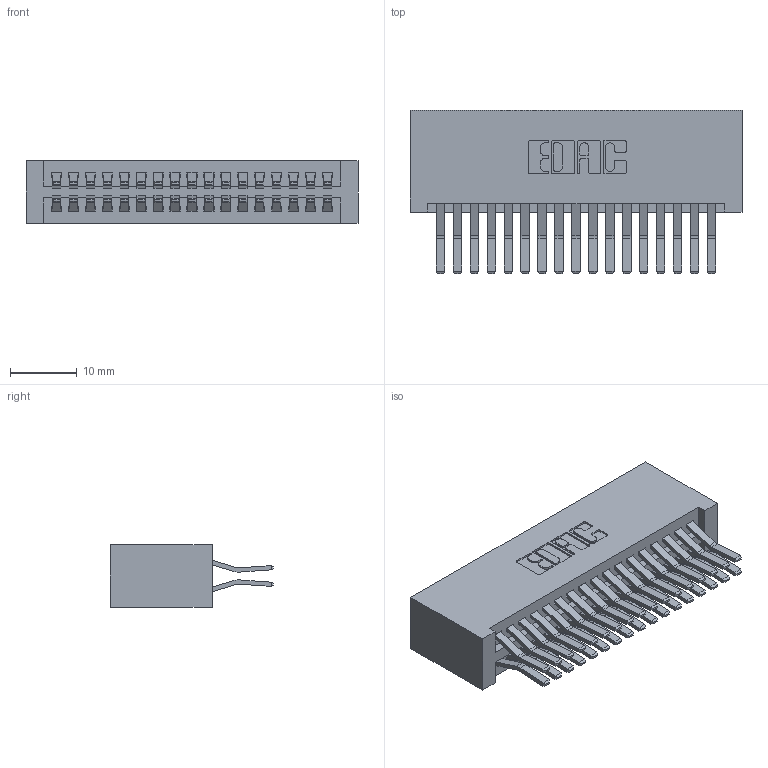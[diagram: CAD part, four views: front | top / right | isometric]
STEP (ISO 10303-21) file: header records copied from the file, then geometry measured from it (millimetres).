
FILE_DESCRIPTION (( 'STEP AP203' ), '1' );
FILE_NAME ('345-034-560-201.STEP', '2019-10-28T10:55:18', ( '' ), ( '' ), 'SwSTEP 2.0', 'SolidWorks 2016', '' );
FILE_SCHEMA (( 'CONFIG_CONTROL_DESIGN' ));
Length unit declared in the file: inch
Products named in the file (3): 345-034-560-201; 345-292-001_560 Tail; 345 Part_No Mounting Lugs
Assembly tree (35 placements, depth 2):
  345-034-560-201
    345 Part_No Mounting Lugs
    345-292-001_560 Tail  x34
Bounding box: 49.78 x 24.45 x 9.4 mm (x, y, z)
Volume: 5442.8 mm3; surface area: 8437.6 mm2
Topology: 35 solids, 35 shells, 1886 faces, 5587 edges, 3678 vertices
Faces by surface type: plane 1198, cylinder 688
Entity records: 16515 total; most frequent: CARTESIAN_POINT 2792, ORIENTED_EDGE 2726, DIRECTION 2491, EDGE_CURVE 1363, VECTOR 1167, LINE 1167, VERTEX_POINT 906, AXIS2_PLACEMENT_3D 662
